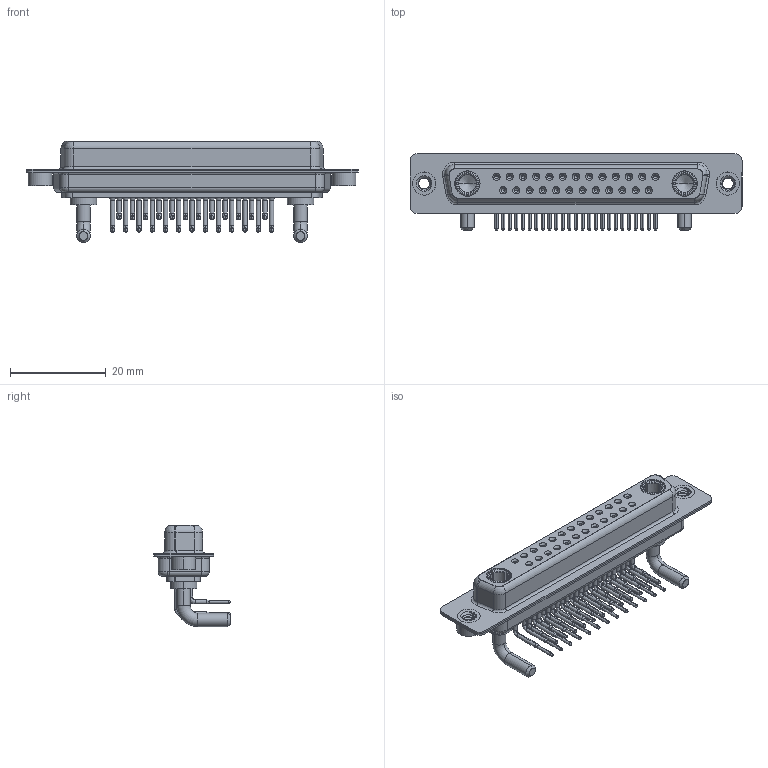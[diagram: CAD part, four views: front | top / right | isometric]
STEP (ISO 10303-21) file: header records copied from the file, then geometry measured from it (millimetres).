
FILE_DESCRIPTION (( 'STEP AP203' ), '1' );
FILE_NAME ('630-27W2640-2T2.STEP', '2022-06-07T16:27:27', ( '' ), ( '' ), 'SwSTEP 2.0', 'SolidWorks 2020', '' );
FILE_SCHEMA (( 'CONFIG_CONTROL_DESIGN' ));
Length unit declared in the file: millimetre
Products named in the file (8): 630Combo Shell Front_37 Contacts; 630Combo Shell Rear_37 Contacts; 630Combo Threaded Rivet_2; 630Combo Housing_27W2; 630-27W2640-2T2; 630Combo Contact Row 2; Power Socket_20A RA; 630Combo Contact Row 1
Assembly tree (32 placements, depth 2):
  630-27W2640-2T2
    630Combo Housing_27W2
    630Combo Shell Front_37 Contacts
    630Combo Shell Rear_37 Contacts
    630Combo Threaded Rivet_2  x2
    Power Socket_20A RA  x2
    630Combo Contact Row 1  x13
    630Combo Contact Row 2  x12
Bounding box: 69.4 x 16 x 21.2 mm (x, y, z)
Volume: 5675.5 mm3; surface area: 12551.2 mm2
Topology: 34 solids, 34 shells, 1760 faces, 4472 edges, 2818 vertices
Faces by surface type: cylinder 762, plane 500, cone 321, bspline 108, torus 69
Entity records: 24804 total; most frequent: CARTESIAN_POINT 5643, DIRECTION 4041, ORIENTED_EDGE 3448, EDGE_CURVE 1724, AXIS2_PLACEMENT_3D 1689, VERTEX_POINT 1100, CIRCLE 932, EDGE_LOOP 896
